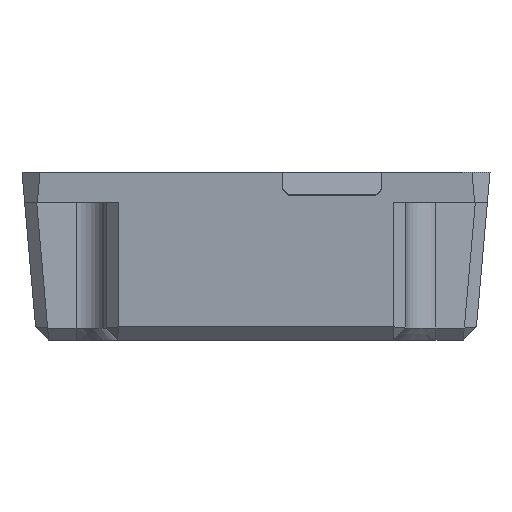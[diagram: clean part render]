
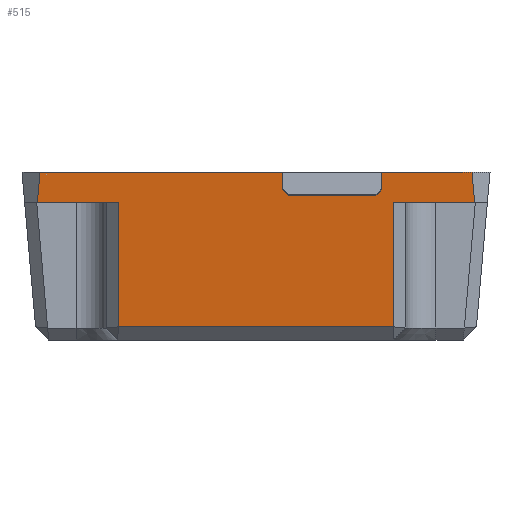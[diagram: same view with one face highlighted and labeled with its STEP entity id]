
A CAD part, left-side view. The second image highlights one B-rep face of the part: STEP entity #515.
In plain terms, the highlighted planar face has unit normal (-0.996, 0, -0.087).
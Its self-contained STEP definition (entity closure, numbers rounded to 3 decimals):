
#44 = VERTEX_POINT ( 'NONE', #1878 ) ;
#103 = CARTESIAN_POINT ( 'NONE',  ( -80.563, 36.437, 23. ) ) ;
#158 = DIRECTION ( 'NONE',  ( -0.087, 0., 0.996 ) ) ;
#169 = CARTESIAN_POINT ( 'NONE',  ( -81., -4.5, 28. ) ) ;
#178 = DIRECTION ( 'NONE',  ( 0., -1., 0. ) ) ;
#231 = CARTESIAN_POINT ( 'NONE',  ( -79.954, -12., 16.046 ) ) ;
#261 = CARTESIAN_POINT ( 'NONE',  ( -81., 0., 28. ) ) ;
#296 = VECTOR ( 'NONE', #341, 1000. ) ;
#317 = CARTESIAN_POINT ( 'NONE',  ( -81.065, -0.75, 28.747 ) ) ;
#341 = DIRECTION ( 'NONE',  ( -0.062, 0.707, 0.704 ) ) ;
#358 = ORIENTED_EDGE ( 'NONE', *, *, #2673, .F. ) ;
#378 = ORIENTED_EDGE ( 'NONE', *, *, #535, .T. ) ;
#447 = ORIENTED_EDGE ( 'NONE', *, *, #2574, .T. ) ;
#473 = VERTEX_POINT ( 'NONE', #2858 ) ;
#515 = ADVANCED_FACE ( 'NONE', ( #3522 ), #3757, .T. ) ;
#528 = DIRECTION ( 'NONE',  ( 0., -1., 0. ) ) ;
#535 = EDGE_CURVE ( 'NONE', #2384, #44, #2189, .T. ) ;
#556 = EDGE_CURVE ( 'NONE', #3381, #1455, #618, .T. ) ;
#578 = LINE ( 'NONE', #1328, #1093 ) ;
#618 = LINE ( 'NONE', #261, #1867 ) ;
#619 = VERTEX_POINT ( 'NONE', #855 ) ;
#754 = VECTOR ( 'NONE', #1389, 1000. ) ;
#770 = CARTESIAN_POINT ( 'NONE',  ( -80.563, -23., 23. ) ) ;
#813 = DIRECTION ( 'NONE',  ( 0.062, 0.707, -0.704 ) ) ;
#823 = CARTESIAN_POINT ( 'NONE',  ( -78.801, -38.199, 2.86 ) ) ;
#836 = CARTESIAN_POINT ( 'NONE',  ( -80.651, -5.5, 24.015 ) ) ;
#855 = CARTESIAN_POINT ( 'NONE',  ( -80.563, -36.437, 23. ) ) ;
#885 = ORIENTED_EDGE ( 'NONE', *, *, #556, .F. ) ;
#938 = ORIENTED_EDGE ( 'NONE', *, *, #2428, .F. ) ;
#950 = LINE ( 'NONE', #1861, #2429 ) ;
#1017 = EDGE_LOOP ( 'NONE', ( #358, #3097, #378, #2395, #1982, #938, #885, #1304, #3360, #2531, #1795, #3833, #3652, #447 ) ) ;
#1049 = LINE ( 'NONE', #1553, #3451 ) ;
#1064 = DIRECTION ( 'NONE',  ( -0.087, 0., 0.996 ) ) ;
#1093 = VECTOR ( 'NONE', #3390, 1000. ) ;
#1131 = EDGE_CURVE ( 'NONE', #3598, #1480, #1049, .T. ) ;
#1190 = VECTOR ( 'NONE', #3599, 1000. ) ;
#1235 = LINE ( 'NONE', #3744, #3173 ) ;
#1246 = CARTESIAN_POINT ( 'NONE',  ( -80.563, 0., 23. ) ) ;
#1304 = ORIENTED_EDGE ( 'NONE', *, *, #3179, .T. ) ;
#1321 = CARTESIAN_POINT ( 'NONE',  ( -78.742, 23., 2.192 ) ) ;
#1328 = CARTESIAN_POINT ( 'NONE',  ( -78.55, 23., 0. ) ) ;
#1344 = DIRECTION ( 'NONE',  ( -0.996, 0., -0.087 ) ) ;
#1364 = LINE ( 'NONE', #317, #296 ) ;
#1389 = DIRECTION ( 'NONE',  ( 0.087, 0.087, -0.992 ) ) ;
#1455 = VERTEX_POINT ( 'NONE', #169 ) ;
#1480 = VERTEX_POINT ( 'NONE', #3402 ) ;
#1553 = CARTESIAN_POINT ( 'NONE',  ( -78.742, -25., 2.192 ) ) ;
#1554 = LINE ( 'NONE', #2545, #2845 ) ;
#1706 = CARTESIAN_POINT ( 'NONE',  ( -78.846, 38.154, 3.377 ) ) ;
#1733 = LINE ( 'NONE', #1706, #754 ) ;
#1775 = LINE ( 'NONE', #823, #2050 ) ;
#1778 = LINE ( 'NONE', #3794, #2696 ) ;
#1795 = ORIENTED_EDGE ( 'NONE', *, *, #1131, .T. ) ;
#1810 = CARTESIAN_POINT ( 'NONE',  ( -81., 36., 28. ) ) ;
#1816 = VERTEX_POINT ( 'NONE', #3514 ) ;
#1830 = LINE ( 'NONE', #3820, #1917 ) ;
#1861 = CARTESIAN_POINT ( 'NONE',  ( -80.651, -21., 24.015 ) ) ;
#1867 = VECTOR ( 'NONE', #528, 1000. ) ;
#1878 = CARTESIAN_POINT ( 'NONE',  ( -80.651, -20., 24.015 ) ) ;
#1905 = EDGE_CURVE ( 'NONE', #2384, #3002, #1235, .T. ) ;
#1917 = VECTOR ( 'NONE', #2934, 1000. ) ;
#1982 = ORIENTED_EDGE ( 'NONE', *, *, #2153, .T. ) ;
#2050 = VECTOR ( 'NONE', #2612, 1000. ) ;
#2153 = EDGE_CURVE ( 'NONE', #2585, #1816, #1364, .T. ) ;
#2176 = EDGE_CURVE ( 'NONE', #2444, #619, #3026, .T. ) ;
#2189 = LINE ( 'NONE', #231, #2743 ) ;
#2244 = VECTOR ( 'NONE', #178, 1000. ) ;
#2268 = VERTEX_POINT ( 'NONE', #103 ) ;
#2300 = EDGE_CURVE ( 'NONE', #2585, #44, #950, .T. ) ;
#2384 = VERTEX_POINT ( 'NONE', #3376 ) ;
#2395 = ORIENTED_EDGE ( 'NONE', *, *, #2300, .F. ) ;
#2400 = EDGE_CURVE ( 'NONE', #473, #3598, #578, .T. ) ;
#2428 = EDGE_CURVE ( 'NONE', #1455, #1816, #1554, .T. ) ;
#2429 = VECTOR ( 'NONE', #3021, 1000. ) ;
#2444 = VERTEX_POINT ( 'NONE', #770 ) ;
#2448 = EDGE_CURVE ( 'NONE', #2268, #473, #3440, .T. ) ;
#2531 = ORIENTED_EDGE ( 'NONE', *, *, #2400, .T. ) ;
#2545 = CARTESIAN_POINT ( 'NONE',  ( -81., -4.5, 28. ) ) ;
#2574 = EDGE_CURVE ( 'NONE', #619, #2789, #1775, .T. ) ;
#2585 = VERTEX_POINT ( 'NONE', #836 ) ;
#2612 = DIRECTION ( 'NONE',  ( -0.087, 0.087, 0.992 ) ) ;
#2673 = EDGE_CURVE ( 'NONE', #3002, #2789, #1830, .T. ) ;
#2696 = VECTOR ( 'NONE', #2872, 1000. ) ;
#2723 = CARTESIAN_POINT ( 'NONE',  ( -81., -36., 28. ) ) ;
#2743 = VECTOR ( 'NONE', #813, 1000. ) ;
#2789 = VERTEX_POINT ( 'NONE', #2723 ) ;
#2845 = VECTOR ( 'NONE', #3132, 1000. ) ;
#2858 = CARTESIAN_POINT ( 'NONE',  ( -80.563, 23., 23. ) ) ;
#2872 = DIRECTION ( 'NONE',  ( -0.087, 0., 0.996 ) ) ;
#2891 = AXIS2_PLACEMENT_3D ( 'NONE', #3109, #1344, #158 ) ;
#2934 = DIRECTION ( 'NONE',  ( 0., -1., 0. ) ) ;
#3002 = VERTEX_POINT ( 'NONE', #3363 ) ;
#3021 = DIRECTION ( 'NONE',  ( 0., -1., 0. ) ) ;
#3026 = LINE ( 'NONE', #1246, #1190 ) ;
#3029 = DIRECTION ( 'NONE',  ( 0., -1., 0. ) ) ;
#3097 = ORIENTED_EDGE ( 'NONE', *, *, #1905, .F. ) ;
#3109 = CARTESIAN_POINT ( 'NONE',  ( -81., 0., 28. ) ) ;
#3132 = DIRECTION ( 'NONE',  ( 0.087, 0., -0.996 ) ) ;
#3173 = VECTOR ( 'NONE', #1064, 1000. ) ;
#3179 = EDGE_CURVE ( 'NONE', #3381, #2268, #1733, .T. ) ;
#3360 = ORIENTED_EDGE ( 'NONE', *, *, #2448, .T. ) ;
#3363 = CARTESIAN_POINT ( 'NONE',  ( -81., -21., 28. ) ) ;
#3376 = CARTESIAN_POINT ( 'NONE',  ( -80.739, -21., 25.011 ) ) ;
#3381 = VERTEX_POINT ( 'NONE', #1810 ) ;
#3390 = DIRECTION ( 'NONE',  ( 0.087, 0., -0.996 ) ) ;
#3402 = CARTESIAN_POINT ( 'NONE',  ( -78.742, -23., 2.192 ) ) ;
#3440 = LINE ( 'NONE', #3458, #2244 ) ;
#3451 = VECTOR ( 'NONE', #3029, 1000. ) ;
#3458 = CARTESIAN_POINT ( 'NONE',  ( -80.563, 0., 23. ) ) ;
#3514 = CARTESIAN_POINT ( 'NONE',  ( -80.739, -4.5, 25.011 ) ) ;
#3522 = FACE_OUTER_BOUND ( 'NONE', #1017, .T. ) ;
#3598 = VERTEX_POINT ( 'NONE', #1321 ) ;
#3599 = DIRECTION ( 'NONE',  ( 0., -1., 0. ) ) ;
#3627 = EDGE_CURVE ( 'NONE', #1480, #2444, #1778, .T. ) ;
#3652 = ORIENTED_EDGE ( 'NONE', *, *, #2176, .T. ) ;
#3744 = CARTESIAN_POINT ( 'NONE',  ( -81., -21., 28. ) ) ;
#3757 = PLANE ( 'NONE',  #2891 ) ;
#3794 = CARTESIAN_POINT ( 'NONE',  ( -81., -23., 28. ) ) ;
#3820 = CARTESIAN_POINT ( 'NONE',  ( -81., 0., 28. ) ) ;
#3833 = ORIENTED_EDGE ( 'NONE', *, *, #3627, .T. ) ;
